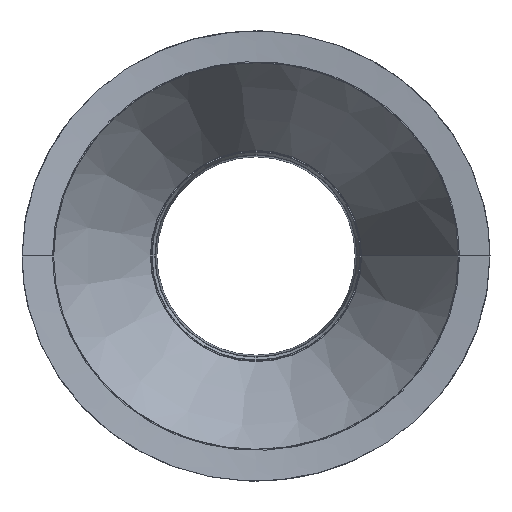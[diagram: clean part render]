
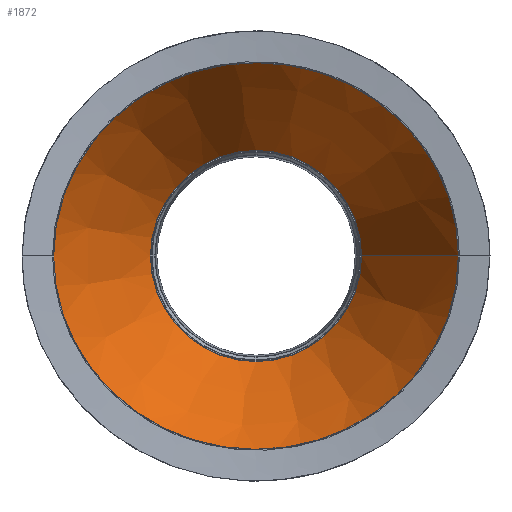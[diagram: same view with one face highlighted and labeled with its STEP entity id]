
A CAD part, front view. The second image highlights one B-rep face of the part: STEP entity #1872.
In plain terms, the highlighted conical face has half-angle 30 degrees and reference radius 49.659 mm.
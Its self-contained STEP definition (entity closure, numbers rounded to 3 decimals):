
#122=CARTESIAN_POINT('',(95.234,617.221,0.0));
#123=VERTEX_POINT('',#122);
#295=CARTESIAN_POINT('',(-95.234,617.221,0.0));
#296=VERTEX_POINT('',#295);
#297=CARTESIAN_POINT('',(-95.234,617.221,0.));
#298=CARTESIAN_POINT('',(-95.234,617.221,-11.493));
#299=CARTESIAN_POINT('',(-92.949,617.59,-22.825));
#300=CARTESIAN_POINT('',(-84.266,618.851,-43.767));
#301=CARTESIAN_POINT('',(-78.066,619.709,-53.183));
#302=CARTESIAN_POINT('',(-61.814,621.577,-70.2));
#303=CARTESIAN_POINT('',(-51.576,622.567,-77.357));
#304=CARTESIAN_POINT('',(-28.676,624.068,-87.584));
#305=CARTESIAN_POINT('',(-16.15,624.546,-90.461));
#306=CARTESIAN_POINT('',(9.619,624.689,-91.349));
#307=CARTESIAN_POINT('',(22.635,624.331,-89.228));
#308=CARTESIAN_POINT('',(46.299,622.991,-80.327));
#309=CARTESIAN_POINT('',(56.856,622.063,-73.9));
#310=CARTESIAN_POINT('',(74.801,620.134,-57.473));
#311=CARTESIAN_POINT('',(82.066,619.157,-47.641));
#312=CARTESIAN_POINT('',(89.798,618.053,-30.897));
#313=CARTESIAN_POINT('',(91.829,617.745,-24.887));
#314=CARTESIAN_POINT('',(94.548,617.33,-12.56));
#315=CARTESIAN_POINT('',(95.234,617.221,-6.293));
#316=CARTESIAN_POINT('',(95.234,617.221,0.));
#317=B_SPLINE_CURVE_WITH_KNOTS('',3,(#297,#298,#299,#300,#301,#302,#303,#304,#305,#306,#307,#308,#309,#310,#311,#312,#313,#314,#315,#316),.UNSPECIFIED.,.F.,.U.,(4,2,2,2,2,2,2,2,2,4),(0.0,3.448,6.811,10.526,14.337,18.246,21.921,25.562,27.463,29.351),.UNSPECIFIED.);
#318=EDGE_CURVE('',#296,#123,#317,.T.);
#496=CARTESIAN_POINT('',(95.234,617.221,0.002));
#497=VERTEX_POINT('',#496);
#498=CARTESIAN_POINT('',(95.234,617.221,0.002));
#499=CARTESIAN_POINT('',(95.233,617.221,11.494));
#500=CARTESIAN_POINT('',(92.948,617.59,22.827));
#501=CARTESIAN_POINT('',(84.265,618.851,43.768));
#502=CARTESIAN_POINT('',(78.065,619.709,53.184));
#503=CARTESIAN_POINT('',(61.812,621.577,70.201));
#504=CARTESIAN_POINT('',(51.575,622.568,77.358));
#505=CARTESIAN_POINT('',(28.675,624.068,87.585));
#506=CARTESIAN_POINT('',(16.149,624.546,90.461));
#507=CARTESIAN_POINT('',(-9.621,624.689,91.349));
#508=CARTESIAN_POINT('',(-22.637,624.331,89.228));
#509=CARTESIAN_POINT('',(-46.301,622.991,80.326));
#510=CARTESIAN_POINT('',(-56.858,622.063,73.899));
#511=CARTESIAN_POINT('',(-74.802,620.134,57.471));
#512=CARTESIAN_POINT('',(-82.067,619.157,47.64));
#513=CARTESIAN_POINT('',(-89.798,618.052,30.896));
#514=CARTESIAN_POINT('',(-91.83,617.745,24.886));
#515=CARTESIAN_POINT('',(-94.548,617.33,12.559));
#516=CARTESIAN_POINT('',(-95.234,617.221,6.293));
#517=CARTESIAN_POINT('',(-95.234,617.221,0.));
#518=B_SPLINE_CURVE_WITH_KNOTS('',3,(#498,#499,#500,#501,#502,#503,#504,#505,#506,#507,#508,#509,#510,#511,#512,#513,#514,#515,#516,#517),.UNSPECIFIED.,.F.,.U.,(4,2,2,2,2,2,2,2,2,4),(0.,3.448,6.811,10.526,14.337,18.246,21.921,25.562,27.463,29.351),.UNSPECIFIED.);
#519=EDGE_CURVE('',#497,#296,#518,.T.);
#1817=CARTESIAN_POINT('',(49.659,696.159,0.001));
#1818=VERTEX_POINT('',#1817);
#1819=CARTESIAN_POINT('',(49.659,696.159,0.001));
#1820=DIRECTION('',(0.5,-0.866,0.));
#1821=VECTOR('',#1820,91.149);
#1822=LINE('',#1819,#1821);
#1823=EDGE_CURVE('',#1818,#497,#1822,.T.);
#1847=CARTESIAN_POINT('',(0.0,696.159,0.0));
#1848=DIRECTION('',(0.0,-1.0,0.0));
#1849=DIRECTION('',(1.,0.0,0.));
#1850=AXIS2_PLACEMENT_3D('',#1847,#1848,#1849);
#1851=CONICAL_SURFACE('',#1850,49.659,30.);
#1852=ORIENTED_EDGE('',*,*,#318,.T.);
#1853=CARTESIAN_POINT('',(49.659,696.159,0.0));
#1854=VERTEX_POINT('',#1853);
#1855=CARTESIAN_POINT('',(49.659,696.159,0.0));
#1856=DIRECTION('',(0.5,-0.866,0.0));
#1857=VECTOR('',#1856,91.149);
#1858=LINE('',#1855,#1857);
#1859=EDGE_CURVE('',#1854,#123,#1858,.T.);
#1860=ORIENTED_EDGE('',*,*,#1859,.F.);
#1861=CARTESIAN_POINT('',(0.0,696.159,0.0));
#1862=DIRECTION('',(0.0,1.0,0.0));
#1863=DIRECTION('',(1.0,0.0,0.0));
#1864=AXIS2_PLACEMENT_3D('',#1861,#1862,#1863);
#1865=CIRCLE('',#1864,49.659);
#1866=EDGE_CURVE('',#1854,#1818,#1865,.T.);
#1867=ORIENTED_EDGE('',*,*,#1866,.T.);
#1868=ORIENTED_EDGE('',*,*,#1823,.T.);
#1869=ORIENTED_EDGE('',*,*,#519,.T.);
#1870=EDGE_LOOP('',(#1852,#1860,#1867,#1868,#1869));
#1871=FACE_OUTER_BOUND('',#1870,.T.);
#1872=ADVANCED_FACE('',(#1871),#1851,.F.);
